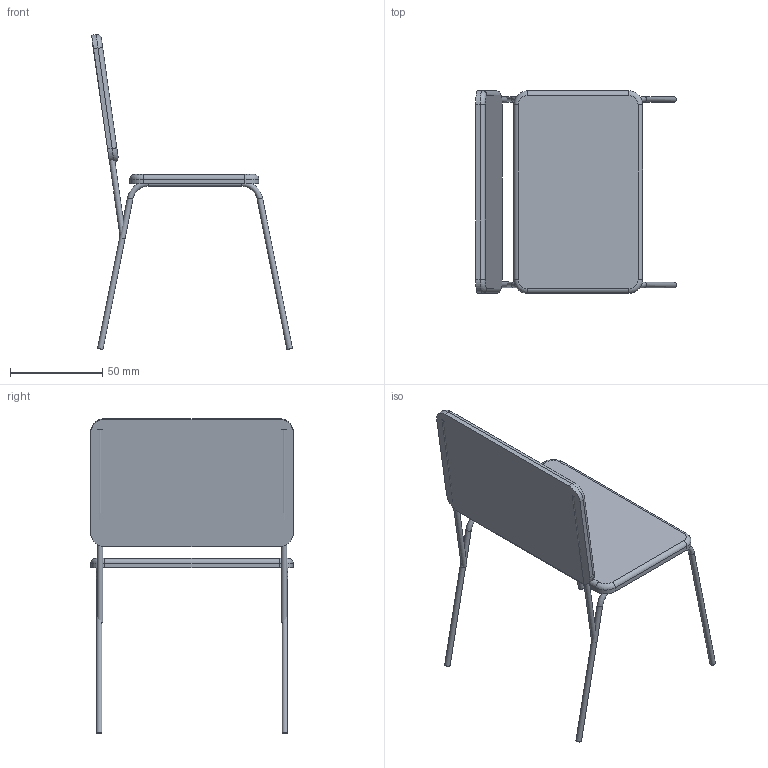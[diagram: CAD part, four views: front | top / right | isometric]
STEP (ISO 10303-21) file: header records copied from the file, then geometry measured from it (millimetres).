
FILE_DESCRIPTION(/* description */ (''),/* implementation_level */ '2;1');
FILE_NAME(/* name */ 'Untit.step',/* time_stamp */ '2026-01-27T20:23:56+03:00',/* author */ (''),/* organization */ (''),/* preprocessor_version */ 'ST-DEVELOPER v20.1',/* originating_system */ 'Autodesk Translation Framework v14.24.0.0',/* authorisation */ '');
FILE_SCHEMA (('AUTOMOTIVE_DESIGN { 1 0 10303 214 3 1 1 }'));
Length unit declared in the file: millimetre
Products named in the file (1): 2026-01-26-20-38-55-407
Bounding box: 109.1 x 110 x 171.12 mm (x, y, z)
Volume: 118356.6 mm3; surface area: 56666 mm2
Topology: 7 solids, 7 shells, 74 faces, 156 edges, 96 vertices
Faces by surface type: cylinder 32, plane 26, torus 16
Full cylindrical faces by diameter (mm): 3 x8
Entity records: 2023 total; most frequent: DIRECTION 394, CARTESIAN_POINT 327, ORIENTED_EDGE 312, AXIS2_PLACEMENT_3D 163, EDGE_CURVE 156, VERTEX_POINT 96, CIRCLE 88, FACE_OUTER_BOUND 74
